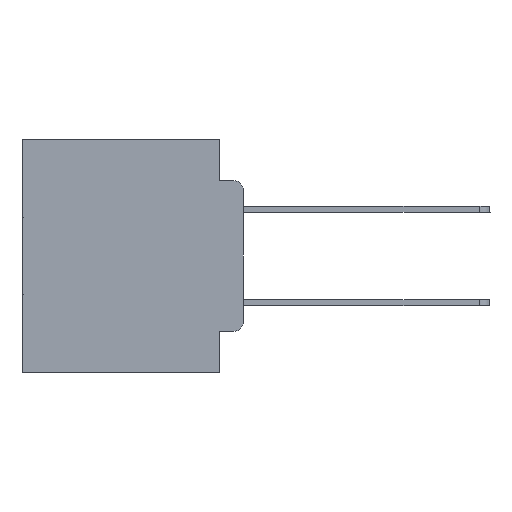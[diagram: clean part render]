
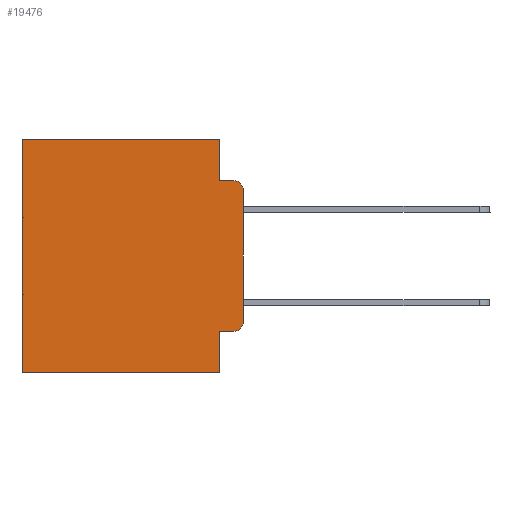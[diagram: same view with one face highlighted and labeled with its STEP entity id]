
A CAD part, left-side view. The second image highlights one B-rep face of the part: STEP entity #19476.
In plain terms, the highlighted planar face has unit normal (-1, 0, 0).
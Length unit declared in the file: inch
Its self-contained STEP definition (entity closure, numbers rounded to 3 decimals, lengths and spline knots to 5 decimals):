
#365 = EDGE_CURVE ( 'NONE', #3387, #21608, #1268, .T. ) ;
#394 = DIRECTION ( 'NONE',  ( 0., 0., -1. ) ) ;
#625 = DIRECTION ( 'NONE',  ( 0., 0., -1. ) ) ;
#1268 = LINE ( 'NONE', #21250, #20310 ) ;
#1279 = VECTOR ( 'NONE', #11309, 39.37008 ) ;
#1709 = EDGE_CURVE ( 'NONE', #30642, #24628, #23451, .T. ) ;
#2460 = VERTEX_POINT ( 'NONE', #9057 ) ;
#2613 = EDGE_CURVE ( 'NONE', #2460, #4123, #32415, .T. ) ;
#3030 = DIRECTION ( 'NONE',  ( 0., 0., -1. ) ) ;
#3387 = VERTEX_POINT ( 'NONE', #29085 ) ;
#3464 = EDGE_CURVE ( 'NONE', #4689, #9050, #5981, .T. ) ;
#3664 = AXIS2_PLACEMENT_3D ( 'NONE', #3717, #21810, #6383 ) ;
#3717 = CARTESIAN_POINT ( 'NONE',  ( 0.298, 0.02, -0.1085 ) ) ;
#3842 = VERTEX_POINT ( 'NONE', #17080 ) ;
#3851 = ORIENTED_EDGE ( 'NONE', *, *, #22967, .F. ) ;
#4123 = VERTEX_POINT ( 'NONE', #4228 ) ;
#4228 = CARTESIAN_POINT ( 'NONE',  ( 0.298, 0.473, 0. ) ) ;
#4409 = VECTOR ( 'NONE', #8526, 39.37008 ) ;
#4689 = VERTEX_POINT ( 'NONE', #8629 ) ;
#4764 = ORIENTED_EDGE ( 'NONE', *, *, #17357, .F. ) ;
#5027 = VECTOR ( 'NONE', #11052, 39.37008 ) ;
#5169 = VECTOR ( 'NONE', #9229, 39.37008 ) ;
#5528 = ORIENTED_EDGE ( 'NONE', *, *, #365, .F. ) ;
#5981 = LINE ( 'NONE', #7076, #5169 ) ;
#6167 = CARTESIAN_POINT ( 'NONE',  ( 0.298, 0., 0. ) ) ;
#6266 = CARTESIAN_POINT ( 'NONE',  ( 0.298, 0.02, -0.3915 ) ) ;
#6383 = DIRECTION ( 'NONE',  ( 0., 0., -1. ) ) ;
#7076 = CARTESIAN_POINT ( 'NONE',  ( 0.298, 0.051, -0.0885 ) ) ;
#7367 = CARTESIAN_POINT ( 'NONE',  ( 0.298, 0.02, -0.0885 ) ) ;
#8100 = DIRECTION ( 'NONE',  ( 0., 1., 0. ) ) ;
#8526 = DIRECTION ( 'NONE',  ( 0., 1., 0. ) ) ;
#8629 = CARTESIAN_POINT ( 'NONE',  ( 0.298, 0.051, -0.0885 ) ) ;
#8893 = DIRECTION ( 'NONE',  ( 0., 0., -1. ) ) ;
#9024 = CARTESIAN_POINT ( 'NONE',  ( 0.298, 0., 0. ) ) ;
#9050 = VERTEX_POINT ( 'NONE', #7367 ) ;
#9057 = CARTESIAN_POINT ( 'NONE',  ( 0.298, 0.051, 0. ) ) ;
#9229 = DIRECTION ( 'NONE',  ( 0., -1., 0. ) ) ;
#9479 = AXIS2_PLACEMENT_3D ( 'NONE', #6266, #24257, #8893 ) ;
#10415 = ORIENTED_EDGE ( 'NONE', *, *, #2613, .T. ) ;
#11052 = DIRECTION ( 'NONE',  ( 0., 0., -1. ) ) ;
#11309 = DIRECTION ( 'NONE',  ( 0., 0., -1. ) ) ;
#13168 = ORIENTED_EDGE ( 'NONE', *, *, #1709, .F. ) ;
#13660 = ORIENTED_EDGE ( 'NONE', *, *, #21228, .T. ) ;
#13760 = CARTESIAN_POINT ( 'NONE',  ( 0.298, 0.051, -0.4115 ) ) ;
#13865 = CARTESIAN_POINT ( 'NONE',  ( 0.298, 0., -0.3915 ) ) ;
#14782 = ORIENTED_EDGE ( 'NONE', *, *, #3464, .F. ) ;
#15251 = VERTEX_POINT ( 'NONE', #27936 ) ;
#16108 = CARTESIAN_POINT ( 'NONE',  ( 0.298, 0., 0. ) ) ;
#16208 = DIRECTION ( 'NONE',  ( 1., 0., 0. ) ) ;
#16325 = DIRECTION ( 'NONE',  ( 0., -1., 0. ) ) ;
#16637 = VECTOR ( 'NONE', #3030, 39.37008 ) ;
#16680 = CIRCLE ( 'NONE', #9479, 0.02 ) ;
#17080 = CARTESIAN_POINT ( 'NONE',  ( 0.298, 0.473, -0.5 ) ) ;
#17357 = EDGE_CURVE ( 'NONE', #2460, #4689, #25560, .T. ) ;
#18691 = CARTESIAN_POINT ( 'NONE',  ( 0.298, 0.051, 0. ) ) ;
#19476 = ADVANCED_FACE ( 'NONE', ( #21207 ), #23819, .F. ) ;
#19513 = EDGE_CURVE ( 'NONE', #3387, #15251, #26367, .T. ) ;
#19593 = CARTESIAN_POINT ( 'NONE',  ( 0.298, 0., -0.1085 ) ) ;
#19601 = VECTOR ( 'NONE', #16325, 39.37008 ) ;
#20310 = VECTOR ( 'NONE', #394, 39.37008 ) ;
#21139 = LINE ( 'NONE', #31674, #1279 ) ;
#21207 = FACE_OUTER_BOUND ( 'NONE', #33001, .T. ) ;
#21228 = EDGE_CURVE ( 'NONE', #15251, #24628, #16680, .T. ) ;
#21250 = CARTESIAN_POINT ( 'NONE',  ( 0.298, 0.051, 0. ) ) ;
#21608 = VERTEX_POINT ( 'NONE', #30750 ) ;
#21810 = DIRECTION ( 'NONE',  ( -1., 0., 0. ) ) ;
#22967 = EDGE_CURVE ( 'NONE', #21608, #3842, #25740, .T. ) ;
#23451 = LINE ( 'NONE', #6167, #16637 ) ;
#23819 = PLANE ( 'NONE',  #27032 ) ;
#24257 = DIRECTION ( 'NONE',  ( -1., 0., 0. ) ) ;
#24628 = VERTEX_POINT ( 'NONE', #13865 ) ;
#25283 = EDGE_CURVE ( 'NONE', #4123, #3842, #21139, .T. ) ;
#25560 = LINE ( 'NONE', #18691, #5027 ) ;
#25740 = LINE ( 'NONE', #28574, #32402 ) ;
#26032 = ORIENTED_EDGE ( 'NONE', *, *, #19513, .T. ) ;
#26366 = ORIENTED_EDGE ( 'NONE', *, *, #25283, .T. ) ;
#26367 = LINE ( 'NONE', #13760, #19601 ) ;
#26531 = EDGE_CURVE ( 'NONE', #30642, #9050, #29375, .T. ) ;
#27032 = AXIS2_PLACEMENT_3D ( 'NONE', #16108, #16208, #625 ) ;
#27936 = CARTESIAN_POINT ( 'NONE',  ( 0.298, 0.02, -0.4115 ) ) ;
#28574 = CARTESIAN_POINT ( 'NONE',  ( 0.298, 0., -0.5 ) ) ;
#29085 = CARTESIAN_POINT ( 'NONE',  ( 0.298, 0.051, -0.4115 ) ) ;
#29375 = CIRCLE ( 'NONE', #3664, 0.02 ) ;
#30642 = VERTEX_POINT ( 'NONE', #19593 ) ;
#30750 = CARTESIAN_POINT ( 'NONE',  ( 0.298, 0.051, -0.5 ) ) ;
#31674 = CARTESIAN_POINT ( 'NONE',  ( 0.298, 0.473, 0. ) ) ;
#32402 = VECTOR ( 'NONE', #8100, 39.37008 ) ;
#32415 = LINE ( 'NONE', #9024, #4409 ) ;
#32859 = ORIENTED_EDGE ( 'NONE', *, *, #26531, .T. ) ;
#33001 = EDGE_LOOP ( 'NONE', ( #13168, #32859, #14782, #4764, #10415, #26366, #3851, #5528, #26032, #13660 ) ) ;
